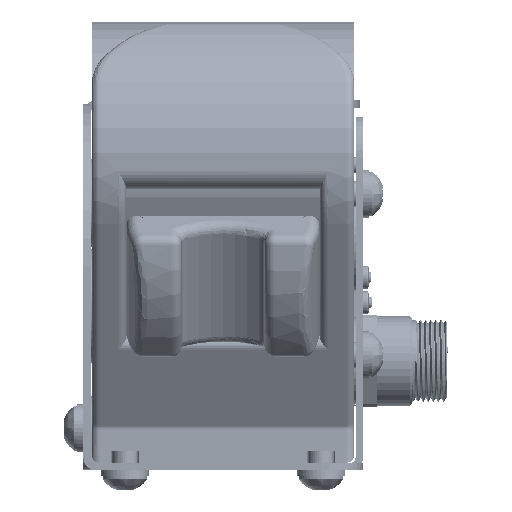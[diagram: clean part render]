
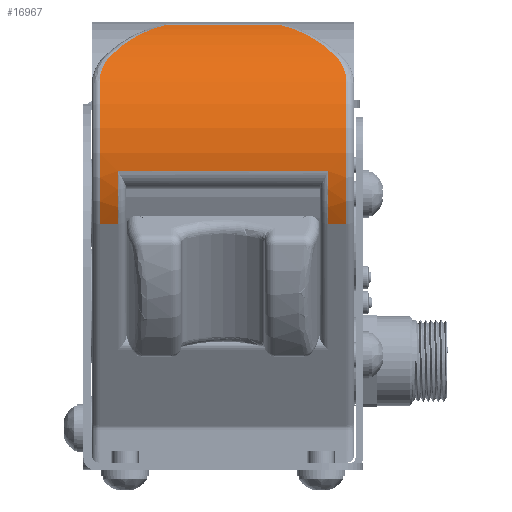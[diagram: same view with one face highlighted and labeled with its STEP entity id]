
A CAD part, left-side view. The second image highlights one B-rep face of the part: STEP entity #16967.
In plain terms, the highlighted cylindrical face has radius 44.45 mm (diameter 88.9 mm), a partial arc.
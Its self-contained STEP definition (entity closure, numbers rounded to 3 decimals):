
#9604=CARTESIAN_POINT('',(-136.293,-43.414,
-17.695));
#9605=CARTESIAN_POINT('',(-136.144,-43.712,
-18.377));
#9606=CARTESIAN_POINT('',(-135.789,-44.402,
-19.795));
#9607=CARTESIAN_POINT('',(-135.054,-45.734,
-22.071));
#9608=CARTESIAN_POINT('',(-134.068,-47.369,
-24.503));
#9609=CARTESIAN_POINT('',(-132.758,-49.324,
-27.116));
#9610=CARTESIAN_POINT('',(-131.04,-51.592,
-29.9));
#9611=CARTESIAN_POINT('',(-128.868,-54.072,
-32.747));
#9612=CARTESIAN_POINT('',(-127.252,-55.655,
-34.475));
#9613=CARTESIAN_POINT('',(-126.387,-56.437,
-35.313));
#9615=DIRECTION('',(0.,0.,-1.));
#9616=VECTOR('',#9615,35.39);
#9617=CARTESIAN_POINT('',(-136.293,-43.414,
17.695));
#9618=LINE('',#9617,#9616);
#9619=CARTESIAN_POINT('',(-136.293,-43.414,
17.695));
#9620=CARTESIAN_POINT('',(-136.144,-43.712,
18.377));
#9621=CARTESIAN_POINT('',(-135.789,-44.402,
19.795));
#9622=CARTESIAN_POINT('',(-135.054,-45.734,
22.071));
#9623=CARTESIAN_POINT('',(-134.068,-47.368,
24.503));
#9624=CARTESIAN_POINT('',(-132.758,-49.323,
27.116));
#9625=CARTESIAN_POINT('',(-131.041,-51.591,
29.899));
#9626=CARTESIAN_POINT('',(-128.868,-54.072,
32.747));
#9627=CARTESIAN_POINT('',(-127.252,-55.655,
34.475));
#9628=CARTESIAN_POINT('',(-126.387,-56.437,
35.313));
#9630=CARTESIAN_POINT('',(-126.387,-56.437,
35.313));
#9631=CARTESIAN_POINT('',(-126.054,-56.739,
35.637));
#9632=CARTESIAN_POINT('',(-125.346,-57.361,
36.239));
#9633=CARTESIAN_POINT('',(-124.141,-58.351,
37.017));
#9634=CARTESIAN_POINT('',(-122.832,-59.347,
37.636));
#9635=CARTESIAN_POINT('',(-121.455,-60.317,
38.08));
#9636=CARTESIAN_POINT('',(-120.043,-61.232,
38.343));
#9637=CARTESIAN_POINT('',(-119.109,-61.788,
38.4));
#9638=CARTESIAN_POINT('',(-118.642,-62.056,38.4));
#9640=CARTESIAN_POINT('',(-96.566,-23.475,38.4));
#9641=DIRECTION('',(0.,0.,1.));
#9642=DIRECTION('',(-0.497,-0.868,0.));
#9643=AXIS2_PLACEMENT_3D('',#9640,#9641,#9642);
#9645=CARTESIAN_POINT('',(-96.566,-23.475,32.765));
#9646=DIRECTION('',(0.,0.,1.));
#9647=DIRECTION('',(0.13,-0.992,0.));
#9648=AXIS2_PLACEMENT_3D('',#9645,#9646,#9647);
#9650=CARTESIAN_POINT('',(-96.566,-23.475,-32.765));
#9651=DIRECTION('',(0.,0.,-1.));
#9652=DIRECTION('',(0.5,-0.866,0.));
#9653=AXIS2_PLACEMENT_3D('',#9650,#9651,#9652);
#9655=CARTESIAN_POINT('',(-96.566,-23.475,-38.4));
#9656=DIRECTION('',(0.,0.,1.));
#9657=DIRECTION('',(-0.497,-0.868,0.));
#9658=AXIS2_PLACEMENT_3D('',#9655,#9656,#9657);
#9660=CARTESIAN_POINT('',(-126.387,-56.437,
-35.313));
#9661=CARTESIAN_POINT('',(-126.054,-56.739,
-35.637));
#9662=CARTESIAN_POINT('',(-125.346,-57.36,
-36.238));
#9663=CARTESIAN_POINT('',(-124.141,-58.35,
-37.017));
#9664=CARTESIAN_POINT('',(-122.833,-59.347,
-37.635));
#9665=CARTESIAN_POINT('',(-121.455,-60.316,
-38.08));
#9666=CARTESIAN_POINT('',(-120.043,-61.231,
-38.343));
#9667=CARTESIAN_POINT('',(-119.109,-61.788,
-38.4));
#9668=CARTESIAN_POINT('',(-118.642,-62.056,-38.4));
#11354=DIRECTION('',(0.,0.,1.));
#11355=VECTOR('',#11354,5.635);
#11356=CARTESIAN_POINT('',(-74.341,-61.97,-38.4));
#11357=LINE('',#11356,#11355);
#11370=DIRECTION('',(0.,0.,1.));
#11371=VECTOR('',#11370,5.635);
#11372=CARTESIAN_POINT('',(-74.341,-61.97,32.765));
#11373=LINE('',#11372,#11371);
#11431=DIRECTION('',(0.,0.,1.));
#11432=VECTOR('',#11431,65.53);
#11433=CARTESIAN_POINT('',(-90.783,-67.547,-32.765));
#11434=LINE('',#11433,#11432);
#13354=CARTESIAN_POINT('',(-74.341,-61.97,-32.765));
#13355=CARTESIAN_POINT('',(-90.783,-67.547,-32.765));
#13356=VERTEX_POINT('',#13354);
#13357=VERTEX_POINT('',#13355);
#13366=CARTESIAN_POINT('',(-90.783,-67.547,32.765));
#13367=CARTESIAN_POINT('',(-74.341,-61.97,32.765));
#13368=VERTEX_POINT('',#13366);
#13369=VERTEX_POINT('',#13367);
#13892=VERTEX_POINT('',#9604);
#13893=VERTEX_POINT('',#9613);
#13896=VERTEX_POINT('',#9668);
#13898=CARTESIAN_POINT('',(-74.341,-61.97,-38.4));
#13899=VERTEX_POINT('',#13898);
#13920=VERTEX_POINT('',#9619);
#13921=VERTEX_POINT('',#9628);
#13923=VERTEX_POINT('',#9638);
#13926=CARTESIAN_POINT('',(-74.341,-61.97,38.4));
#13927=VERTEX_POINT('',#13926);
#16937=CARTESIAN_POINT('',(-96.566,-23.475,-40.9));
#16938=DIRECTION('',(0.,0.,1.));
#16939=DIRECTION('',(1.,0.,0.));
#16940=AXIS2_PLACEMENT_3D('',#16937,#16938,#16939);
#16941=CYLINDRICAL_SURFACE('',#16940,44.45);
#16943=ORIENTED_EDGE('',*,*,#16942,.F.);
#16945=ORIENTED_EDGE('',*,*,#16944,.F.);
#16947=ORIENTED_EDGE('',*,*,#16946,.T.);
#16949=ORIENTED_EDGE('',*,*,#16948,.T.);
#16951=ORIENTED_EDGE('',*,*,#16950,.T.);
#16953=ORIENTED_EDGE('',*,*,#16952,.F.);
#16955=ORIENTED_EDGE('',*,*,#16954,.F.);
#16957=ORIENTED_EDGE('',*,*,#16956,.F.);
#16959=ORIENTED_EDGE('',*,*,#16958,.F.);
#16961=ORIENTED_EDGE('',*,*,#16960,.F.);
#16963=ORIENTED_EDGE('',*,*,#16962,.F.);
#16964=ORIENTED_EDGE('',*,*,#16927,.F.);
#16965=EDGE_LOOP('',(#16943,#16945,#16947,#16949,#16951,#16953,#16955,#16957,
#16959,#16961,#16963,#16964));
#16966=FACE_OUTER_BOUND('',#16965,.F.);
#16967=ADVANCED_FACE('',(#16966),#16941,.T.);
#9614=B_SPLINE_CURVE_WITH_KNOTS('',3,(#9604,#9605,#9606,#9607,#9608,#9609,#9610,
#9611,#9612,#9613),.UNSPECIFIED.,.F.,.F.,(4,1,1,1,1,1,1,4),(0.,
0.143,0.286,0.429,0.571,
0.714,0.857,1.),.UNSPECIFIED.);
#9629=B_SPLINE_CURVE_WITH_KNOTS('',3,(#9619,#9620,#9621,#9622,#9623,#9624,#9625,
#9626,#9627,#9628),.UNSPECIFIED.,.F.,.F.,(4,1,1,1,1,1,1,4),(0.,
0.143,0.286,0.429,0.571,
0.714,0.857,1.),.UNSPECIFIED.);
#9639=B_SPLINE_CURVE_WITH_KNOTS('',3,(#9630,#9631,#9632,#9633,#9634,#9635,#9636,
#9637,#9638),.UNSPECIFIED.,.F.,.F.,(4,1,1,1,1,1,4),(0.,0.167,
0.333,0.5,0.667,0.833,1.),
.UNSPECIFIED.);
#9644=CIRCLE('',#9643,44.45);
#9649=CIRCLE('',#9648,44.45);
#9654=CIRCLE('',#9653,44.45);
#9659=CIRCLE('',#9658,44.45);
#9669=B_SPLINE_CURVE_WITH_KNOTS('',3,(#9660,#9661,#9662,#9663,#9664,#9665,#9666,
#9667,#9668),.UNSPECIFIED.,.F.,.F.,(4,1,1,1,1,1,4),(0.,0.167,
0.333,0.5,0.667,0.833,1.),
.UNSPECIFIED.);
#16927=EDGE_CURVE('',#13893,#13896,#9669,.T.);
#16942=EDGE_CURVE('',#13892,#13893,#9614,.T.);
#16944=EDGE_CURVE('',#13920,#13892,#9618,.T.);
#16946=EDGE_CURVE('',#13920,#13921,#9629,.T.);
#16948=EDGE_CURVE('',#13921,#13923,#9639,.T.);
#16950=EDGE_CURVE('',#13923,#13927,#9644,.T.);
#16952=EDGE_CURVE('',#13369,#13927,#11373,.T.);
#16954=EDGE_CURVE('',#13368,#13369,#9649,.T.);
#16956=EDGE_CURVE('',#13357,#13368,#11434,.T.);
#16958=EDGE_CURVE('',#13356,#13357,#9654,.T.);
#16960=EDGE_CURVE('',#13899,#13356,#11357,.T.);
#16962=EDGE_CURVE('',#13896,#13899,#9659,.T.);
